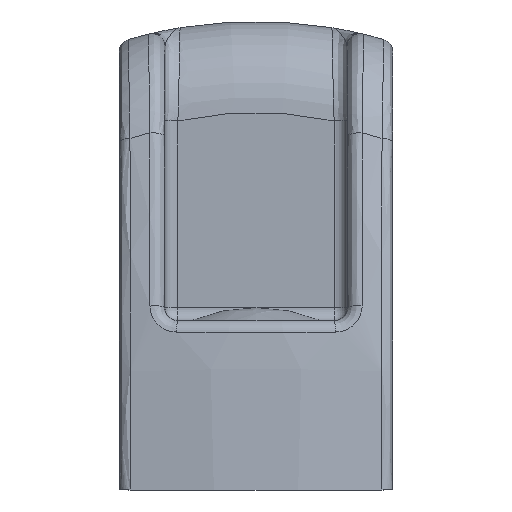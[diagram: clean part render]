
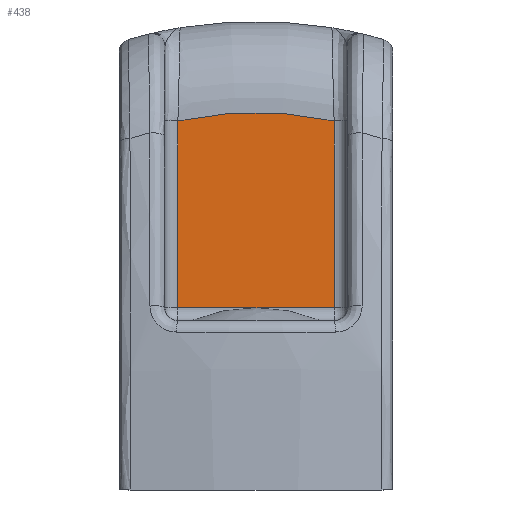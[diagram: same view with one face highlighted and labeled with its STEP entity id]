
A CAD part, left-side view. The second image highlights one B-rep face of the part: STEP entity #438.
In plain terms, the highlighted planar face has unit normal (-1, 0, 0).
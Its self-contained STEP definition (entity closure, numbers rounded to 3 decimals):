
#438 = ADVANCED_FACE( '', ( #897 ), #898, .T. );
#897 = FACE_OUTER_BOUND( '', #5294, .T. );
#898 = PLANE( '', #5295 );
#5294 = EDGE_LOOP( '', ( #6690, #6691, #6692, #6693 ) );
#5295 = AXIS2_PLACEMENT_3D( '', #6694, #6695, #6696 );
#6690 = ORIENTED_EDGE( '', *, *, #7230, .T. );
#6691 = ORIENTED_EDGE( '', *, *, #6987, .T. );
#6692 = ORIENTED_EDGE( '', *, *, #6783, .T. );
#6693 = ORIENTED_EDGE( '', *, *, #6840, .T. );
#6694 = CARTESIAN_POINT( '', ( -39.75, -7., 77.138 ) );
#6695 = DIRECTION( '', ( -1., 0., 0. ) );
#6696 = DIRECTION( '', ( 0., 0., 1. ) );
#6783 = EDGE_CURVE( '', #7272, #7268, #7273, .T. );
#6840 = EDGE_CURVE( '', #7268, #7374, #7376, .T. );
#6987 = EDGE_CURVE( '', #7601, #7272, #7604, .F. );
#7230 = EDGE_CURVE( '', #7374, #7601, #7910, .F. );
#7268 = VERTEX_POINT( '', #8158 );
#7272 = VERTEX_POINT( '', #8215 );
#7273 = CIRCLE( '', #8216, 28. );
#7374 = VERTEX_POINT( '', #8490 );
#7376 = LINE( '', #8492, #8493 );
#7601 = VERTEX_POINT( '', #9751 );
#7604 = LINE( '', #9754, #9755 );
#7910 = LINE( '', #11084, #11085 );
#8158 = CARTESIAN_POINT( '', ( -39.75, 6., 28.35 ) );
#8215 = CARTESIAN_POINT( '', ( -39.75, -6., 28.35 ) );
#8216 = AXIS2_PLACEMENT_3D( '', #11150, #11151, #11152 );
#8490 = CARTESIAN_POINT( '', ( -39.75, 6., 14. ) );
#8492 = CARTESIAN_POINT( '', ( -39.75, 6., 13. ) );
#8493 = VECTOR( '', #11252, 1000. );
#9751 = CARTESIAN_POINT( '', ( -39.75, -6., 14. ) );
#9754 = CARTESIAN_POINT( '', ( -39.75, -6., 28.111 ) );
#9755 = VECTOR( '', #11423, 1000. );
#11084 = CARTESIAN_POINT( '', ( -39.75, -7., 14. ) );
#11085 = VECTOR( '', #11669, 1000. );
#11150 = CARTESIAN_POINT( '', ( -39.75, 0., 1. ) );
#11151 = DIRECTION( '', ( -1., 0., 0. ) );
#11152 = DIRECTION( '', ( 0., 0., 1. ) );
#11252 = DIRECTION( '', ( 0., 0., -1. ) );
#11423 = DIRECTION( '', ( 0., 0., -1. ) );
#11669 = DIRECTION( '', ( 0., 1., 0. ) );
